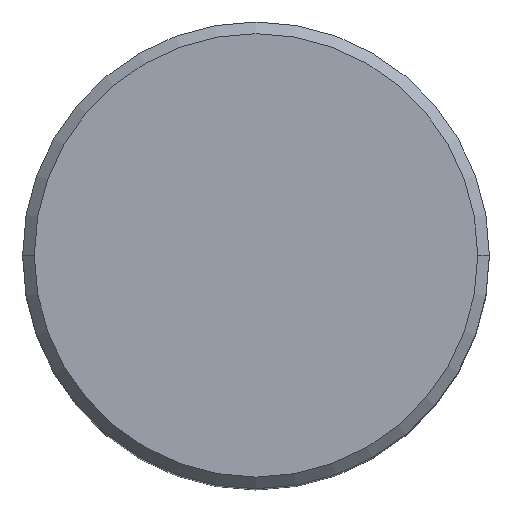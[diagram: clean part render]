
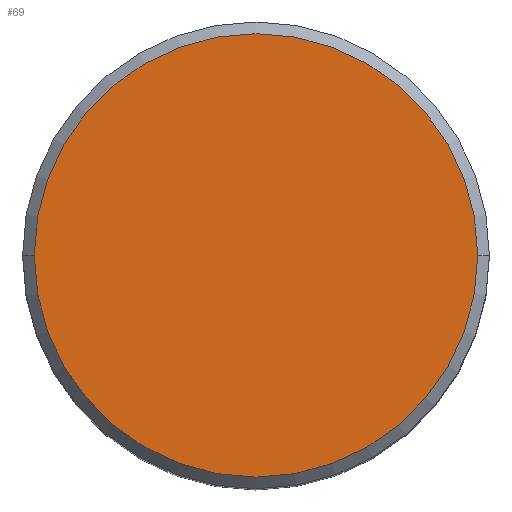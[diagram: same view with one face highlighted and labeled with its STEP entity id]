
A CAD part, top view. The second image highlights one B-rep face of the part: STEP entity #69.
In plain terms, the highlighted planar face has unit normal (0, 0, 1).
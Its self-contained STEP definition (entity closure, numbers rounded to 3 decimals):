
#58 = DIRECTION ( 'NONE',  ( 0., 0., 1. ) ) ;
#59 = CARTESIAN_POINT ( 'NONE',  ( 0., 0., 0. ) ) ;
#64 = DIRECTION ( 'NONE',  ( 1., 0., 0. ) ) ;
#67 = AXIS2_PLACEMENT_3D ( 'NONE', #59, #58, #64 ) ;
#69 = ADVANCED_FACE ( 'NONE', ( #400 ), #331, .T. ) ;
#77 = EDGE_LOOP ( 'NONE', ( #140, #87 ) ) ;
#84 = EDGE_CURVE ( 'NONE', #129, #125, #364, .T. ) ;
#87 = ORIENTED_EDGE ( 'NONE', *, *, #128, .T. ) ;
#125 = VERTEX_POINT ( 'NONE', #603 ) ;
#128 = EDGE_CURVE ( 'NONE', #125, #129, #586, .T. ) ;
#129 = VERTEX_POINT ( 'NONE', #601 ) ;
#140 = ORIENTED_EDGE ( 'NONE', *, *, #84, .T. ) ;
#327 = AXIS2_PLACEMENT_3D ( 'NONE', #431, #430, #429 ) ;
#331 = PLANE ( 'NONE',  #327 ) ;
#364 = CIRCLE ( 'NONE', #67, 9.5 ) ;
#400 = FACE_OUTER_BOUND ( 'NONE', #77, .T. ) ;
#429 = DIRECTION ( 'NONE',  ( 1., 0., 0. ) ) ;
#430 = DIRECTION ( 'NONE',  ( 0., 0., 1. ) ) ;
#431 = CARTESIAN_POINT ( 'NONE',  ( 0., 0., 0. ) ) ;
#575 = DIRECTION ( 'NONE',  ( 1., 0., 0. ) ) ;
#576 = DIRECTION ( 'NONE',  ( 0., 0., 1. ) ) ;
#586 = CIRCLE ( 'NONE', #613, 9.5 ) ;
#601 = CARTESIAN_POINT ( 'NONE',  ( -9.5, 0., 0. ) ) ;
#602 = CARTESIAN_POINT ( 'NONE',  ( 0., 0., 0. ) ) ;
#603 = CARTESIAN_POINT ( 'NONE',  ( 9.5, 0., 0. ) ) ;
#613 = AXIS2_PLACEMENT_3D ( 'NONE', #602, #576, #575 ) ;
